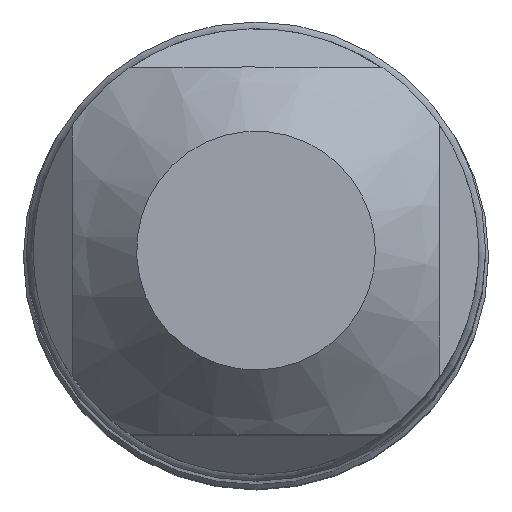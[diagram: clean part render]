
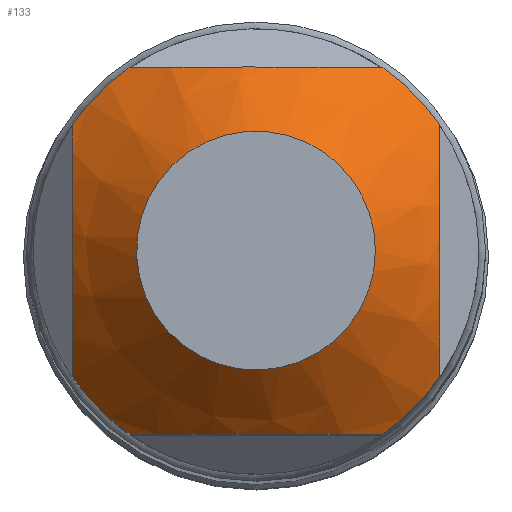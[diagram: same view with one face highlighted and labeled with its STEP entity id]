
A CAD part, top view. The second image highlights one B-rep face of the part: STEP entity #133.
In plain terms, the highlighted conical face has half-angle 45 degrees and reference radius 1000 mm.
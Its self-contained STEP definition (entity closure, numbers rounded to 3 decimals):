
#52=CONICAL_SURFACE('',#468,1000.,45.);
#83=FACE_BOUND('',#191,.T.);
#84=FACE_BOUND('',#192,.T.);
#95=CIRCLE('',#443,2.6);
#105=CIRCLE('',#462,4.85);
#106=CIRCLE('',#463,4.85);
#107=CIRCLE('',#464,4.85);
#108=CIRCLE('',#465,4.85);
#133=ADVANCED_FACE('NONE',(#83,#84),#52,.T.);
#191=EDGE_LOOP('',(#266,#267,#268,#269,#270,#271,#272,#273));
#192=EDGE_LOOP('',(#274));
#266=ORIENTED_EDGE('',*,*,#335,.F.);
#267=ORIENTED_EDGE('',*,*,#349,.F.);
#268=ORIENTED_EDGE('',*,*,#326,.F.);
#269=ORIENTED_EDGE('',*,*,#348,.F.);
#270=ORIENTED_EDGE('',*,*,#329,.F.);
#271=ORIENTED_EDGE('',*,*,#347,.F.);
#272=ORIENTED_EDGE('',*,*,#332,.F.);
#273=ORIENTED_EDGE('',*,*,#350,.F.);
#274=ORIENTED_EDGE('',*,*,#337,.T.);
#293=VERTEX_POINT('',#634);
#294=VERTEX_POINT('',#641);
#295=VERTEX_POINT('',#645);
#296=VERTEX_POINT('',#652);
#297=VERTEX_POINT('',#656);
#298=VERTEX_POINT('',#663);
#299=VERTEX_POINT('',#667);
#300=VERTEX_POINT('',#674);
#301=VERTEX_POINT('',#678);
#326=EDGE_CURVE('NONE',#293,#294,#390,.T.);
#329=EDGE_CURVE('NONE',#295,#296,#391,.T.);
#332=EDGE_CURVE('NONE',#297,#298,#392,.T.);
#335=EDGE_CURVE('NONE',#299,#300,#393,.T.);
#337=EDGE_CURVE('NONE',#301,#301,#95,.T.);
#347=EDGE_CURVE('NONE',#298,#295,#105,.T.);
#348=EDGE_CURVE('NONE',#296,#293,#106,.T.);
#349=EDGE_CURVE('NONE',#294,#299,#107,.T.);
#350=EDGE_CURVE('NONE',#300,#297,#108,.T.);
#390=B_SPLINE_CURVE_WITH_KNOTS('',3,(#635,#636,#637,#638,#639,#640),
 .UNSPECIFIED.,.F.,.F.,(4,2,4),(0.,0.5,1.),.UNSPECIFIED.);
#391=B_SPLINE_CURVE_WITH_KNOTS('',3,(#646,#647,#648,#649,#650,#651),
 .UNSPECIFIED.,.F.,.F.,(4,2,4),(0.,0.5,1.),.UNSPECIFIED.);
#392=B_SPLINE_CURVE_WITH_KNOTS('',3,(#657,#658,#659,#660,#661,#662),
 .UNSPECIFIED.,.F.,.F.,(4,2,4),(0.,0.5,1.),.UNSPECIFIED.);
#393=B_SPLINE_CURVE_WITH_KNOTS('',3,(#668,#669,#670,#671,#672,#673),
 .UNSPECIFIED.,.F.,.F.,(4,2,4),(0.,0.5,1.),.UNSPECIFIED.);
#443=AXIS2_PLACEMENT_3D('',#677,#524,#525);
#462=AXIS2_PLACEMENT_3D('',#706,#562,#563);
#463=AXIS2_PLACEMENT_3D('',#707,#564,#565);
#464=AXIS2_PLACEMENT_3D('',#708,#566,#567);
#465=AXIS2_PLACEMENT_3D('',#709,#568,#569);
#468=AXIS2_PLACEMENT_3D('',#712,#574,#575);
#524=DIRECTION('',(0.,0.,-1.));
#525=DIRECTION('',(1.,0.,0.));
#562=DIRECTION('',(0.,0.,-1.));
#563=DIRECTION('',(0.,1.,0.));
#564=DIRECTION('',(0.,0.,-1.));
#565=DIRECTION('',(0.,1.,0.));
#566=DIRECTION('',(0.,0.,-1.));
#567=DIRECTION('',(0.,1.,0.));
#568=DIRECTION('',(0.,0.,-1.));
#569=DIRECTION('',(0.,1.,0.));
#574=DIRECTION('',(0.,0.,-1.));
#575=DIRECTION('',(0.,1.,0.));
#634=CARTESIAN_POINT('',(-4.,-2.743,-2.25));
#635=CARTESIAN_POINT('',(-4.,-2.743,-2.25));
#636=CARTESIAN_POINT('',(-4.,-1.897,-1.772));
#637=CARTESIAN_POINT('',(-4.,-0.967,-1.401));
#638=CARTESIAN_POINT('',(-4.,0.962,-1.399));
#639=CARTESIAN_POINT('',(-4.,1.896,-1.771));
#640=CARTESIAN_POINT('',(-4.,2.743,-2.25));
#641=CARTESIAN_POINT('',(-4.,2.743,-2.25));
#645=CARTESIAN_POINT('',(2.743,-4.,-2.25));
#646=CARTESIAN_POINT('',(2.743,-4.,-2.25));
#647=CARTESIAN_POINT('',(1.898,-4.,-1.772));
#648=CARTESIAN_POINT('',(0.976,-4.,-1.4));
#649=CARTESIAN_POINT('',(-0.977,-4.,-1.4));
#650=CARTESIAN_POINT('',(-1.897,-4.,-1.772));
#651=CARTESIAN_POINT('',(-2.743,-4.,-2.25));
#652=CARTESIAN_POINT('',(-2.743,-4.,-2.25));
#656=CARTESIAN_POINT('',(4.,2.743,-2.25));
#657=CARTESIAN_POINT('',(4.,2.743,-2.25));
#658=CARTESIAN_POINT('',(4.,1.897,-1.772));
#659=CARTESIAN_POINT('',(4.,0.967,-1.401));
#660=CARTESIAN_POINT('',(4.,-0.962,-1.399));
#661=CARTESIAN_POINT('',(4.,-1.896,-1.771));
#662=CARTESIAN_POINT('',(4.,-2.743,-2.25));
#663=CARTESIAN_POINT('',(4.,-2.743,-2.25));
#667=CARTESIAN_POINT('',(-2.743,4.,-2.25));
#668=CARTESIAN_POINT('',(-2.743,4.,-2.25));
#669=CARTESIAN_POINT('',(-1.898,4.,-1.772));
#670=CARTESIAN_POINT('',(-0.976,4.,-1.4));
#671=CARTESIAN_POINT('',(0.977,4.,-1.4));
#672=CARTESIAN_POINT('',(1.897,4.,-1.772));
#673=CARTESIAN_POINT('',(2.743,4.,-2.25));
#674=CARTESIAN_POINT('',(2.743,4.,-2.25));
#677=CARTESIAN_POINT('',(0.,0.,0.));
#678=CARTESIAN_POINT('',(2.6,0.,0.));
#706=CARTESIAN_POINT('',(0.,0.,-2.25));
#707=CARTESIAN_POINT('',(0.,0.,-2.25));
#708=CARTESIAN_POINT('',(0.,0.,-2.25));
#709=CARTESIAN_POINT('',(0.,0.,-2.25));
#712=CARTESIAN_POINT('',(0.,0.,-997.4));
